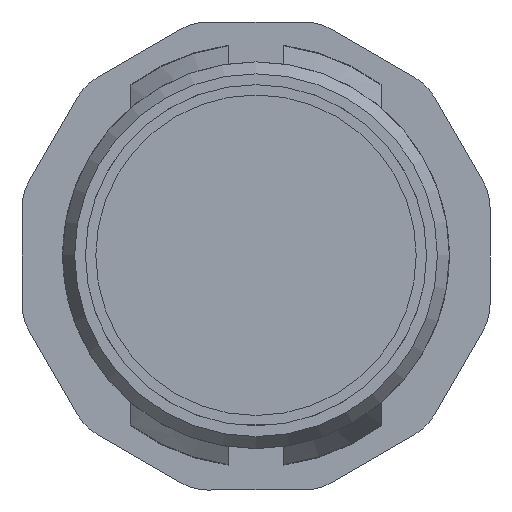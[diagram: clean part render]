
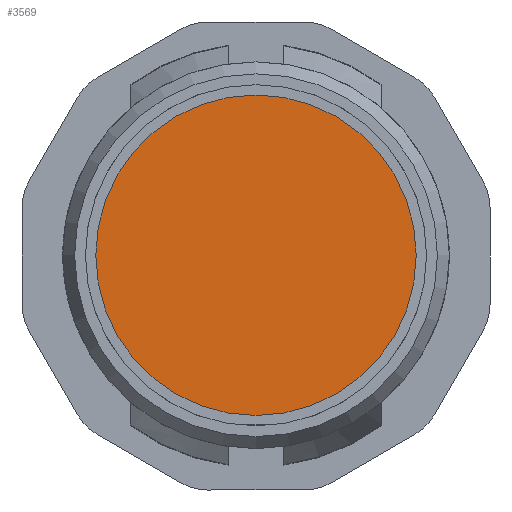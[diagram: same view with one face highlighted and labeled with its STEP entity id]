
A CAD part, front view. The second image highlights one B-rep face of the part: STEP entity #3569.
In plain terms, the highlighted planar face has unit normal (0, -1, 0).
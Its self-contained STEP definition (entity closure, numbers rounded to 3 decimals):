
#3569=ADVANCED_FACE('',(#4243),#3806,.T.);
#3806=PLANE('',#11335);
#4243=FACE_OUTER_BOUND('',#4767,.T.);
#4767=EDGE_LOOP('',(#8427));
#8427=ORIENTED_EDGE('',*,*,#10357,.F.);
#9190=VERTEX_POINT('',#18694);
#10357=EDGE_CURVE('',#9190,#9190,#10606,.T.);
#10606=CIRCLE('',#11334,20.715);
#11334=AXIS2_PLACEMENT_3D('',#18693,#13471,#13472);
#11335=AXIS2_PLACEMENT_3D('',#18695,#13473,#13474);
#13471=DIRECTION('',(0.,1.,0.));
#13472=DIRECTION('',(0.,0.,-1.));
#13473=DIRECTION('',(0.,-1.,0.));
#13474=DIRECTION('',(1.,0.,0.));
#18693=CARTESIAN_POINT('',(0.,-4.,0.));
#18694=CARTESIAN_POINT('',(0.,-4.,-20.715));
#18695=CARTESIAN_POINT('',(5.702,-4.,13.766));
